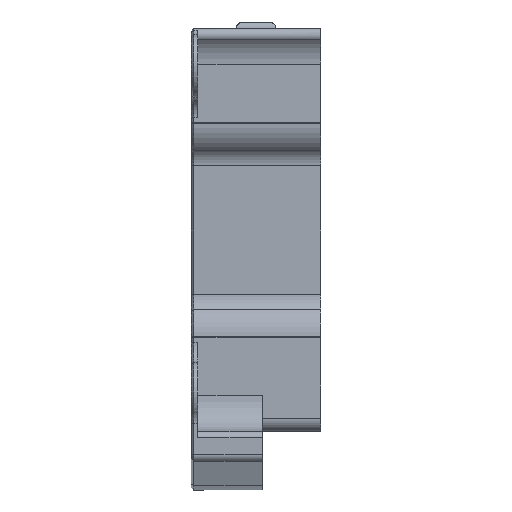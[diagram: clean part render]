
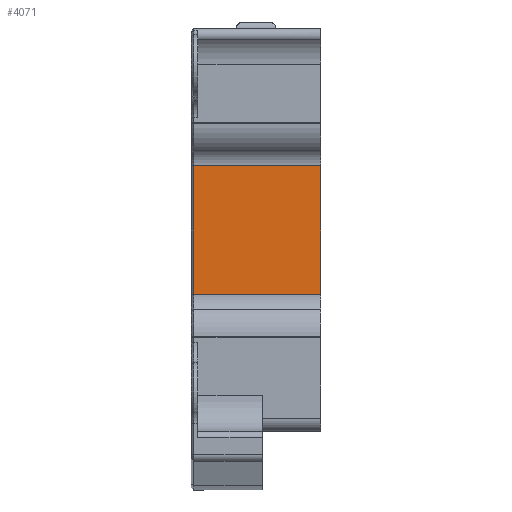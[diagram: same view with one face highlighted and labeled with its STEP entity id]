
A CAD part, front view. The second image highlights one B-rep face of the part: STEP entity #4071.
In plain terms, the highlighted planar face has unit normal (0, -1, 0).
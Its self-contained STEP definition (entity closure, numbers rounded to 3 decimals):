
#347=FACE_OUTER_BOUND('',#588,.T.);
#588=EDGE_LOOP('',(#3478,#3479,#3480,#3481));
#941=LINE('',#6121,#1328);
#1043=LINE('',#6413,#1430);
#1201=LINE('',#6916,#1588);
#1202=LINE('',#6918,#1589);
#1328=VECTOR('',#4851,10.);
#1430=VECTOR('',#5135,10.);
#1588=VECTOR('',#5603,10.);
#1589=VECTOR('',#5606,10.);
#1719=VERTEX_POINT('',#6119);
#1720=VERTEX_POINT('',#6120);
#1817=VERTEX_POINT('',#6404);
#1965=VERTEX_POINT('',#6914);
#2138=EDGE_CURVE('',#1719,#1720,#941,.T.);
#2285=EDGE_CURVE('',#1817,#1719,#1043,.T.);
#2516=EDGE_CURVE('',#1965,#1817,#1201,.T.);
#2517=EDGE_CURVE('',#1720,#1965,#1202,.T.);
#3478=ORIENTED_EDGE('',*,*,#2138,.F.);
#3479=ORIENTED_EDGE('',*,*,#2285,.F.);
#3480=ORIENTED_EDGE('',*,*,#2516,.F.);
#3481=ORIENTED_EDGE('',*,*,#2517,.F.);
#3870=PLANE('',#4473);
#4071=ADVANCED_FACE('',(#347),#3870,.F.);
#4473=AXIS2_PLACEMENT_3D('',#6917,#5604,#5605);
#4851=DIRECTION('',(1.,0.,0.));
#5135=DIRECTION('',(0.,0.,1.));
#5603=DIRECTION('',(-1.,0.,0.));
#5604=DIRECTION('center_axis',(0.,1.,0.));
#5605=DIRECTION('ref_axis',(0.,0.,
1.));
#5606=DIRECTION('',(0.,0.,-1.));
#6119=CARTESIAN_POINT('',(312.2,141.1,-79.184));
#6120=CARTESIAN_POINT('',(331.8,141.1,-79.184));
#6121=CARTESIAN_POINT('',(311.8,141.1,-79.184));
#6404=CARTESIAN_POINT('',(312.2,141.1,-99.008));
#6413=CARTESIAN_POINT('',(312.2,141.1,-95.833));
#6914=CARTESIAN_POINT('',(331.8,141.1,-99.008));
#6916=CARTESIAN_POINT('',(311.8,141.1,-99.008));
#6917=CARTESIAN_POINT('Origin',(311.8,141.1,-100.57));
#6918=CARTESIAN_POINT('',(331.8,141.1,-95.833));
